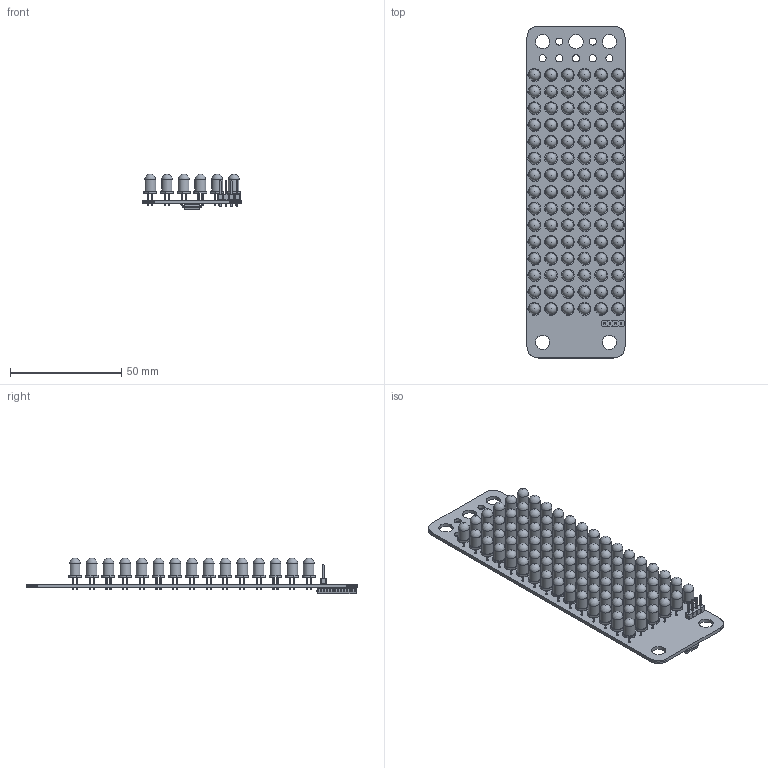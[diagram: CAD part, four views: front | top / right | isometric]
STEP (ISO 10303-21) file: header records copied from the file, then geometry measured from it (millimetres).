
FILE_DESCRIPTION(('KiCad electronic assembly'),'2;1');
FILE_NAME('working.step','2023-07-23T11:38:04',('Pcbnew'),('Kicad'), 'Open CASCADE STEP processor 7.6','KiCad to STEP converter','Unknown' );
FILE_SCHEMA(('AUTOMOTIVE_DESIGN { 1 0 10303 214 1 1 1 1 }'));
Length unit declared in the file: millimetre
Products named in the file (8): working 1; LED_D5.0mm; SOLID; PinHeader_1x04_P2.54mm_Vertical; SOIC-28W_7.5x17.9mm_P1.27mm; _autosave-working PCB
Assembly tree (96 placements, depth 3):
  working 1
    LED_D5.0mm  x90
      SOLID
    PinHeader_1x04_P2.54mm_Vertical
      SOLID
    SOIC-28W_7.5x17.9mm_P1.27mm
      SOLID
    _autosave-working PCB
Bounding box: 44 x 149 x 16.05 mm (x, y, z)
Volume: 24308.2 mm3; surface area: 31440.4 mm2
Topology: 93 solids, 93 shells, 2270 faces, 5427 edges, 3532 vertices
Faces by surface type: plane 1639, cylinder 489, sphere 90, bspline 52
Full cylindrical faces by diameter (mm): 0.6 x1, 0.9 x180, 1 x4, 3.2 x7, 4.9 x90, 6.4 x5
Entity records: 63888 total; most frequent: CARTESIAN_POINT 12973, DIRECTION 8665, LINE 5522, VECTOR 5522, ORIENTED_EDGE 4622, PCURVE 4622, DEFINITIONAL_REPRESENTATION 4622, EDGE_CURVE 2311
